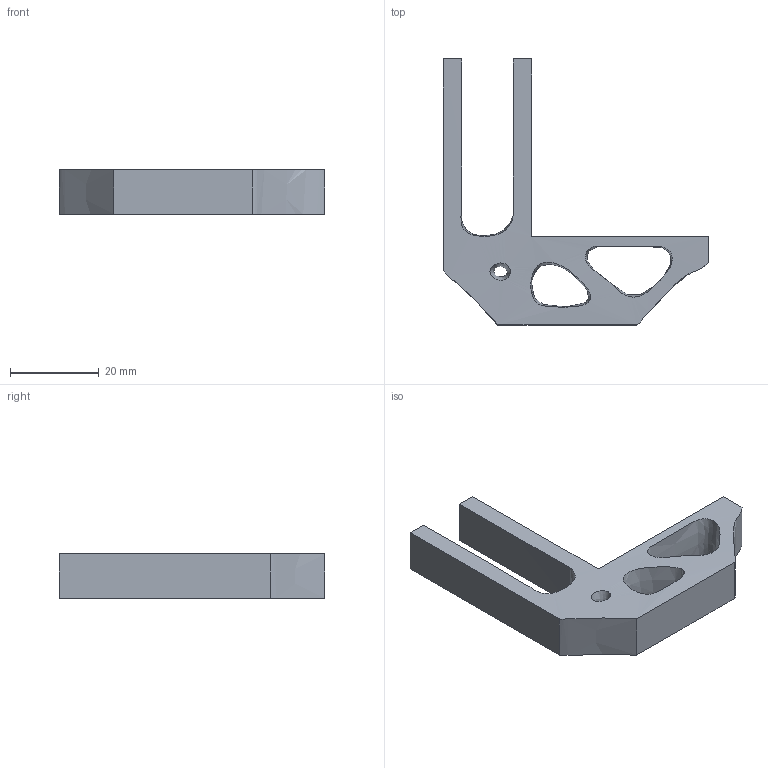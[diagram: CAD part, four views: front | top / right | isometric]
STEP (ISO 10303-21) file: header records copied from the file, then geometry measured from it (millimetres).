
FILE_DESCRIPTION(('PERMAS CAD Model'),'2;1');
FILE_NAME('PERMAS CAD Model','2020-11-03T16:18:06',('Author'),('PERMAS'),'PERMAS STEP Writer','PERMAS','Unknown');
FILE_SCHEMA(('AUTOMOTIVE_DESIGN { 1 0 10303 214 1 1 1 1 }'));
Length unit declared in the file: millimetre
Products named in the file (1): PERMAS STEP Writer
Bounding box: 60 x 60 x 10.13 mm (x, y, z)
Surface area: 6071.6 mm2 (no closed solid volume)
Topology: 0 solids, 1 shells, 15 faces, 39 edges, 26 vertices
Faces by surface type: plane 9, bspline 6
Entity records: 1078 total; most frequent: CARTESIAN_POINT 825, ORIENTED_EDGE 78, EDGE_CURVE 39, VERTEX_POINT 26, EDGE_LOOP 21, DIRECTION 20, FACE_OUTER_BOUND 15, ADVANCED_FACE 15
